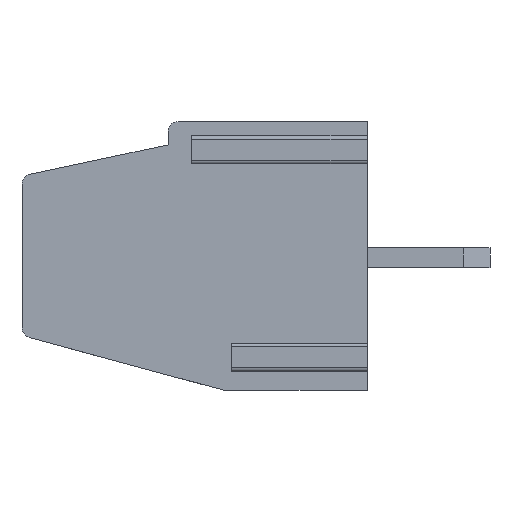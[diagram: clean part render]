
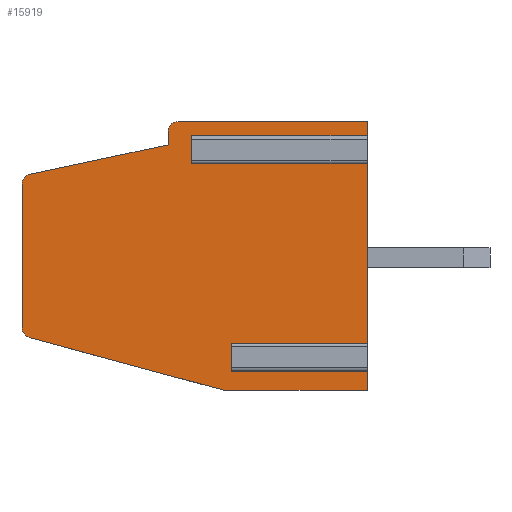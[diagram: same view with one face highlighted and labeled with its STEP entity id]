
A CAD part, left-side view. The second image highlights one B-rep face of the part: STEP entity #15919.
In plain terms, the highlighted planar face has unit normal (-1, 0, 0).
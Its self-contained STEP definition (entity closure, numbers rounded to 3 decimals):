
#22=DIRECTION('',(0.,-1.,0.));
#23=VECTOR('',#22,4.26);
#24=CARTESIAN_POINT('',(-15.,4.06,-8.1));
#25=LINE('',#24,#23);
#78=DIRECTION('',(0.,0.,1.));
#79=VECTOR('',#78,0.71);
#80=CARTESIAN_POINT('',(-15.,-0.2,-8.1));
#81=LINE('',#80,#79);
#104=DIRECTION('',(0.,0.,1.));
#105=VECTOR('',#104,5.67);
#106=CARTESIAN_POINT('',(-15.,-0.2,-6.81));
#107=LINE('',#106,#105);
#126=DIRECTION('',(0.,0.,1.));
#127=VECTOR('',#126,0.56);
#128=CARTESIAN_POINT('',(-15.,-0.2,-0.56));
#129=LINE('',#128,#127);
#142=DIRECTION('',(0.,1.,0.));
#143=VECTOR('',#142,5.7);
#144=CARTESIAN_POINT('',(-15.,-0.2,0.));
#145=LINE('',#144,#143);
#162=DIRECTION('',(0.,0.,-1.));
#163=VECTOR('',#162,0.4);
#164=CARTESIAN_POINT('',(-15.,5.8,
-0.3));
#165=LINE('',#164,#163);
#178=DIRECTION('',(0.,0.,-1.));
#179=VECTOR('',#178,4.331);
#180=CARTESIAN_POINT('',(-15.,10.2,-1.885));
#181=LINE('',#180,#179);
#5080=DIRECTION('',(0.,-1.,0.));
#5081=VECTOR('',#5080,4.1);
#5082=CARTESIAN_POINT('',(-15.,3.9,-7.39));
#5083=LINE('',#5082,#5081);
#5084=CARTESIAN_POINT('',(-15.,4.06,
-7.8));
#5085=DIRECTION('',(1.,0.,0.));
#5086=DIRECTION('',(0.,0.,-1.));
#5087=AXIS2_PLACEMENT_3D('',#5084,#5085,#5086);
#5089=DIRECTION('',(0.,0.965,0.262));
#5090=VECTOR('',#5089,6.051);
#5091=CARTESIAN_POINT('',(-15.,4.139,
-8.09));
#5092=LINE('',#5091,#5090);
#5093=CARTESIAN_POINT('',(-15.,9.9,
-6.216));
#5094=DIRECTION('',(1.,0.,0.));
#5095=DIRECTION('',(0.,0.262,-0.965));
#5096=AXIS2_PLACEMENT_3D('',#5093,#5094,#5095);
#5098=CARTESIAN_POINT('',(-15.,9.9,
-1.885));
#5099=DIRECTION('',(1.,0.,0.));
#5100=DIRECTION('',(0.,1.,0.));
#5101=AXIS2_PLACEMENT_3D('',#5098,#5099,#5100);
#5103=DIRECTION('',(0.,-0.978,0.21));
#5104=VECTOR('',#5103,4.257);
#5105=CARTESIAN_POINT('',(-15.,9.963,
-1.592));
#5106=LINE('',#5105,#5104);
#5107=CARTESIAN_POINT('',(-15.,5.5,
-0.3));
#5108=DIRECTION('',(1.,0.,0.));
#5109=DIRECTION('',(0.,1.,0.));
#5110=AXIS2_PLACEMENT_3D('',#5107,#5108,#5109);
#5112=DIRECTION('',(0.,-1.,0.));
#5113=VECTOR('',#5112,5.3);
#5114=CARTESIAN_POINT('',(-15.,5.1,-1.14));
#5115=LINE('',#5114,#5113);
#5116=DIRECTION('',(0.,0.,-1.));
#5117=VECTOR('',#5116,0.58);
#5118=CARTESIAN_POINT('',(-15.,3.9,-6.81));
#5119=LINE('',#5118,#5117);
#5140=DIRECTION('',(0.,-1.,0.));
#5141=VECTOR('',#5140,4.1);
#5142=CARTESIAN_POINT('',(-15.,3.9,-6.81));
#5143=LINE('',#5142,#5141);
#5172=DIRECTION('',(0.,-1.,0.));
#5173=VECTOR('',#5172,5.3);
#5174=CARTESIAN_POINT('',(-15.,5.1,-0.56));
#5175=LINE('',#5174,#5173);
#5228=DIRECTION('',(0.,0.,1.));
#5229=VECTOR('',#5228,0.58);
#5230=CARTESIAN_POINT('',(-15.,5.1,-1.14));
#5231=LINE('',#5230,#5229);
#6641=CARTESIAN_POINT('',(-15.,-0.2,-8.1));
#6643=VERTEX_POINT('',#6641);
#6662=CARTESIAN_POINT('',(-15.,4.06,
-8.1));
#6663=VERTEX_POINT('',#6662);
#6664=CARTESIAN_POINT('',(-15.,-0.2,0.));
#6666=VERTEX_POINT('',#6664);
#6692=CARTESIAN_POINT('',(-15.,-0.2,-7.39));
#6693=VERTEX_POINT('',#6692);
#6701=CARTESIAN_POINT('',(-15.,-0.2,-6.81));
#6703=VERTEX_POINT('',#6701);
#6704=CARTESIAN_POINT('',(-15.,-0.2,-1.14));
#6705=VERTEX_POINT('',#6704);
#6713=CARTESIAN_POINT('',(-15.,-0.2,-0.56));
#6715=VERTEX_POINT('',#6713);
#6790=CARTESIAN_POINT('',(-15.,9.979,
-6.506));
#6791=VERTEX_POINT('',#6790);
#6792=CARTESIAN_POINT('',(-15.,4.139,
-8.09));
#6793=VERTEX_POINT('',#6792);
#6828=CARTESIAN_POINT('',(-15.,3.9,-7.39));
#6829=VERTEX_POINT('',#6828);
#6830=CARTESIAN_POINT('',(-15.,10.2,
-6.216));
#6831=VERTEX_POINT('',#6830);
#6832=CARTESIAN_POINT('',(-15.,10.2,
-1.885));
#6833=VERTEX_POINT('',#6832);
#6834=CARTESIAN_POINT('',(-15.,9.963,
-1.592));
#6835=VERTEX_POINT('',#6834);
#6836=CARTESIAN_POINT('',(-15.,5.8,
-0.7));
#6837=VERTEX_POINT('',#6836);
#6838=CARTESIAN_POINT('',(-15.,5.8,
-0.3));
#6839=VERTEX_POINT('',#6838);
#6840=CARTESIAN_POINT('',(-15.,5.5,
0.));
#6841=VERTEX_POINT('',#6840);
#6842=CARTESIAN_POINT('',(-15.,5.1,-0.56));
#6843=VERTEX_POINT('',#6842);
#6844=CARTESIAN_POINT('',(-15.,5.1,-1.14));
#6845=VERTEX_POINT('',#6844);
#6846=CARTESIAN_POINT('',(-15.,3.9,-6.81));
#6847=VERTEX_POINT('',#6846);
#15887=CARTESIAN_POINT('',(-15.,5.5,
-0.3));
#15888=DIRECTION('',(-1.,0.,0.));
#15889=DIRECTION('',(0.,0.,1.));
#15890=AXIS2_PLACEMENT_3D('',#15887,#15888,#15889);
#15891=PLANE('',#15890);
#15893=ORIENTED_EDGE('',*,*,#15892,.T.);
#15894=ORIENTED_EDGE('',*,*,#8731,.F.);
#15895=ORIENTED_EDGE('',*,*,#8692,.F.);
#15896=ORIENTED_EDGE('',*,*,#15881,.T.);
#15897=ORIENTED_EDGE('',*,*,#8955,.T.);
#15898=ORIENTED_EDGE('',*,*,#8932,.T.);
#15899=ORIENTED_EDGE('',*,*,#8905,.F.);
#15900=ORIENTED_EDGE('',*,*,#8890,.T.);
#15901=ORIENTED_EDGE('',*,*,#8875,.T.);
#15902=ORIENTED_EDGE('',*,*,#8860,.F.);
#15903=ORIENTED_EDGE('',*,*,#8845,.T.);
#15904=ORIENTED_EDGE('',*,*,#8810,.F.);
#15905=ORIENTED_EDGE('',*,*,#8755,.F.);
#15907=ORIENTED_EDGE('',*,*,#15906,.F.);
#15909=ORIENTED_EDGE('',*,*,#15908,.F.);
#15911=ORIENTED_EDGE('',*,*,#15910,.T.);
#15912=ORIENTED_EDGE('',*,*,#8743,.F.);
#15914=ORIENTED_EDGE('',*,*,#15913,.F.);
#15916=ORIENTED_EDGE('',*,*,#15915,.T.);
#15917=EDGE_LOOP('',(#15893,#15894,#15895,#15896,#15897,#15898,#15899,#15900,
#15901,#15902,#15903,#15904,#15905,#15907,#15909,#15911,#15912,#15914,#15916));
#15918=FACE_OUTER_BOUND('',#15917,.F.);
#5088=CIRCLE('',#5087,0.3);
#5097=CIRCLE('',#5096,0.3);
#5102=CIRCLE('',#5101,0.3);
#5111=CIRCLE('',#5110,0.3);
#8692=EDGE_CURVE('',#6663,#6643,#25,.T.);
#8731=EDGE_CURVE('',#6643,#6693,#81,.T.);
#8743=EDGE_CURVE('',#6703,#6705,#107,.T.);
#8755=EDGE_CURVE('',#6715,#6666,#129,.T.);
#8810=EDGE_CURVE('',#6666,#6841,#145,.T.);
#8845=EDGE_CURVE('',#6839,#6841,#5111,.T.);
#8860=EDGE_CURVE('',#6839,#6837,#165,.T.);
#8875=EDGE_CURVE('',#6835,#6837,#5106,.T.);
#8890=EDGE_CURVE('',#6833,#6835,#5102,.T.);
#8905=EDGE_CURVE('',#6833,#6831,#181,.T.);
#8932=EDGE_CURVE('',#6791,#6831,#5097,.T.);
#8955=EDGE_CURVE('',#6793,#6791,#5092,.T.);
#15881=EDGE_CURVE('',#6663,#6793,#5088,.T.);
#15892=EDGE_CURVE('',#6829,#6693,#5083,.T.);
#15906=EDGE_CURVE('',#6843,#6715,#5175,.T.);
#15908=EDGE_CURVE('',#6845,#6843,#5231,.T.);
#15910=EDGE_CURVE('',#6845,#6705,#5115,.T.);
#15913=EDGE_CURVE('',#6847,#6703,#5143,.T.);
#15915=EDGE_CURVE('',#6847,#6829,#5119,.T.);
#15919=ADVANCED_FACE('',(#15918),#15891,.T.);
